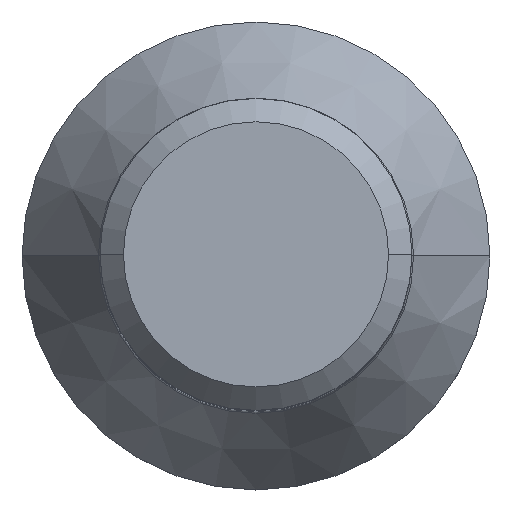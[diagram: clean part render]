
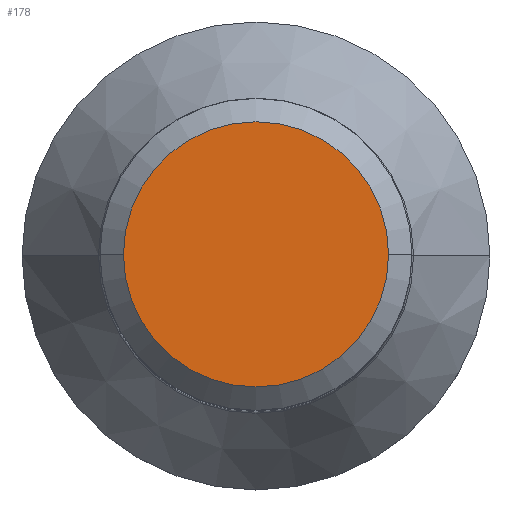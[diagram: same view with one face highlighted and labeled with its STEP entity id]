
A CAD part, top view. The second image highlights one B-rep face of the part: STEP entity #178.
In plain terms, the highlighted planar face has unit normal (0, 0, 1).
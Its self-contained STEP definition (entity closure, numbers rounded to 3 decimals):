
#143=FACE_OUTER_BOUND('',#219,.T.);
#178=ADVANCED_FACE('',(#143),#193,.F.);
#193=PLANE('',#643);
#219=EDGE_LOOP('',(#327,#328));
#327=ORIENTED_EDGE('',*,*,#488,.F.);
#328=ORIENTED_EDGE('',*,*,#486,.T.);
#421=VERTEX_POINT('',#979);
#422=VERTEX_POINT('',#981);
#486=EDGE_CURVE('',#422,#421,#549,.T.);
#488=EDGE_CURVE('',#422,#421,#550,.T.);
#549=CIRCLE('',#639,3.4);
#550=CIRCLE('',#641,3.4);
#639=AXIS2_PLACEMENT_3D('',#980,#800,#801);
#641=AXIS2_PLACEMENT_3D('',#984,#805,#806);
#643=AXIS2_PLACEMENT_3D('',#986,#809,#810);
#800=DIRECTION('',(0.,0.,1.));
#801=DIRECTION('',(-1.,0.,0.));
#805=DIRECTION('',(0.,0.,-1.));
#806=DIRECTION('',(-1.,0.,0.));
#809=DIRECTION('',(0.,0.,-1.));
#810=DIRECTION('',(-1.,0.,0.));
#979=CARTESIAN_POINT('',(3.4,0.,25.));
#980=CARTESIAN_POINT('',(0.,0.,25.));
#981=CARTESIAN_POINT('',(-3.4,0.,25.));
#984=CARTESIAN_POINT('',(0.,0.,25.));
#986=CARTESIAN_POINT('',(0.,0.,25.));
